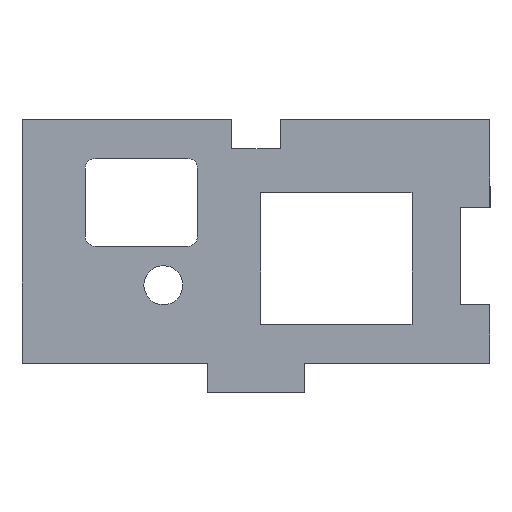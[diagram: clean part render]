
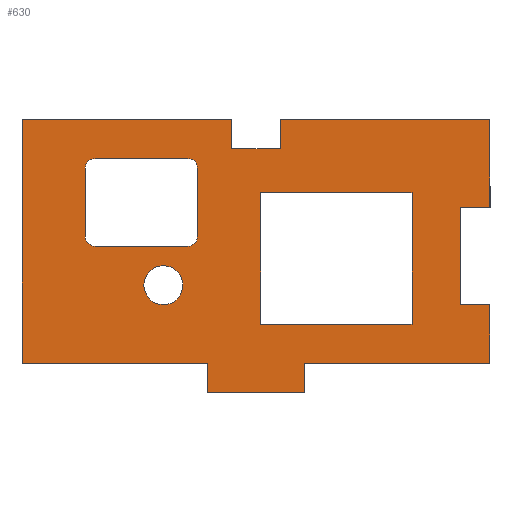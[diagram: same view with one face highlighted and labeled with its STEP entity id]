
A CAD part, left-side view. The second image highlights one B-rep face of the part: STEP entity #630.
In plain terms, the highlighted planar face has unit normal (-1, 0, 0).
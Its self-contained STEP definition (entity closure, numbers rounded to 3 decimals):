
#19=FACE_BOUND('',#103,.T.);
#20=FACE_BOUND('',#104,.T.);
#21=FACE_BOUND('',#105,.T.);
#22=CIRCLE('',#638,1.);
#24=CIRCLE('',#642,1.);
#26=CIRCLE('',#646,1.);
#28=CIRCLE('',#650,1.);
#31=CIRCLE('',#655,2.);
#67=FACE_OUTER_BOUND('',#102,.T.);
#102=EDGE_LOOP('',(#545,#546,#547,#548,#549,#550,#551,#552,#553,#554,#555,
#556,#557,#558,#559,#560));
#103=EDGE_LOOP('',(#561,#562,#563,#564));
#104=EDGE_LOOP('',(#565,#566,#567,#568,#569,#570,#571,#572));
#105=EDGE_LOOP('',(#573));
#106=LINE('',#838,#182);
#110=LINE('',#846,#186);
#113=LINE('',#852,#189);
#116=LINE('',#857,#192);
#120=LINE('',#870,#196);
#124=LINE('',#882,#200);
#128=LINE('',#894,#204);
#132=LINE('',#905,#208);
#134=LINE('',#915,#210);
#138=LINE('',#923,#214);
#141=LINE('',#929,#217);
#144=LINE('',#935,#220);
#147=LINE('',#941,#223);
#150=LINE('',#947,#226);
#153=LINE('',#953,#229);
#156=LINE('',#959,#232);
#159=LINE('',#965,#235);
#162=LINE('',#971,#238);
#165=LINE('',#977,#241);
#168=LINE('',#983,#244);
#171=LINE('',#989,#247);
#174=LINE('',#995,#250);
#177=LINE('',#1001,#253);
#180=LINE('',#1006,#256);
#182=VECTOR('',#678,13.5);
#186=VECTOR('',#684,15.5);
#189=VECTOR('',#689,13.5);
#192=VECTOR('',#694,15.5);
#196=VECTOR('',#706,9.5);
#200=VECTOR('',#718,7.);
#204=VECTOR('',#730,9.5);
#208=VECTOR('',#742,7.);
#210=VECTOR('',#752,5.);
#214=VECTOR('',#758,3.);
#217=VECTOR('',#763,21.5);
#220=VECTOR('',#768,25.);
#223=VECTOR('',#773,19.);
#226=VECTOR('',#778,3.);
#229=VECTOR('',#783,10.);
#232=VECTOR('',#788,3.);
#235=VECTOR('',#793,19.);
#238=VECTOR('',#798,6.);
#241=VECTOR('',#803,3.);
#244=VECTOR('',#808,10.);
#247=VECTOR('',#813,3.);
#250=VECTOR('',#818,9.);
#253=VECTOR('',#823,21.5);
#256=VECTOR('',#828,3.);
#258=VERTEX_POINT('',#836);
#259=VERTEX_POINT('',#837);
#262=VERTEX_POINT('',#845);
#264=VERTEX_POINT('',#851);
#266=VERTEX_POINT('',#860);
#267=VERTEX_POINT('',#861);
#270=VERTEX_POINT('',#869);
#272=VERTEX_POINT('',#875);
#274=VERTEX_POINT('',#881);
#276=VERTEX_POINT('',#887);
#278=VERTEX_POINT('',#893);
#280=VERTEX_POINT('',#899);
#283=VERTEX_POINT('',#910);
#284=VERTEX_POINT('',#913);
#285=VERTEX_POINT('',#914);
#288=VERTEX_POINT('',#922);
#290=VERTEX_POINT('',#928);
#292=VERTEX_POINT('',#934);
#294=VERTEX_POINT('',#940);
#296=VERTEX_POINT('',#946);
#298=VERTEX_POINT('',#952);
#300=VERTEX_POINT('',#958);
#302=VERTEX_POINT('',#964);
#304=VERTEX_POINT('',#970);
#306=VERTEX_POINT('',#976);
#308=VERTEX_POINT('',#982);
#310=VERTEX_POINT('',#988);
#312=VERTEX_POINT('',#994);
#314=VERTEX_POINT('',#1000);
#316=EDGE_CURVE('',#258,#259,#106,.T.);
#320=EDGE_CURVE('',#262,#258,#110,.T.);
#323=EDGE_CURVE('',#264,#262,#113,.T.);
#326=EDGE_CURVE('',#259,#264,#116,.T.);
#328=EDGE_CURVE('',#266,#267,#22,.T.);
#332=EDGE_CURVE('',#270,#266,#120,.T.);
#335=EDGE_CURVE('',#272,#270,#24,.T.);
#338=EDGE_CURVE('',#274,#272,#124,.T.);
#341=EDGE_CURVE('',#276,#274,#26,.T.);
#344=EDGE_CURVE('',#278,#276,#128,.T.);
#347=EDGE_CURVE('',#280,#278,#28,.T.);
#350=EDGE_CURVE('',#267,#280,#132,.T.);
#353=EDGE_CURVE('',#283,#283,#31,.T.);
#354=EDGE_CURVE('',#284,#285,#134,.T.);
#358=EDGE_CURVE('',#288,#284,#138,.T.);
#361=EDGE_CURVE('',#290,#288,#141,.T.);
#364=EDGE_CURVE('',#292,#290,#144,.T.);
#367=EDGE_CURVE('',#294,#292,#147,.T.);
#370=EDGE_CURVE('',#296,#294,#150,.T.);
#373=EDGE_CURVE('',#298,#296,#153,.T.);
#376=EDGE_CURVE('',#300,#298,#156,.T.);
#379=EDGE_CURVE('',#302,#300,#159,.T.);
#382=EDGE_CURVE('',#304,#302,#162,.T.);
#385=EDGE_CURVE('',#306,#304,#165,.T.);
#388=EDGE_CURVE('',#308,#306,#168,.T.);
#391=EDGE_CURVE('',#310,#308,#171,.T.);
#394=EDGE_CURVE('',#312,#310,#174,.T.);
#397=EDGE_CURVE('',#314,#312,#177,.T.);
#400=EDGE_CURVE('',#285,#314,#180,.T.);
#545=ORIENTED_EDGE('',*,*,#400,.F.);
#546=ORIENTED_EDGE('',*,*,#354,.F.);
#547=ORIENTED_EDGE('',*,*,#358,.F.);
#548=ORIENTED_EDGE('',*,*,#361,.F.);
#549=ORIENTED_EDGE('',*,*,#364,.F.);
#550=ORIENTED_EDGE('',*,*,#367,.F.);
#551=ORIENTED_EDGE('',*,*,#370,.F.);
#552=ORIENTED_EDGE('',*,*,#373,.F.);
#553=ORIENTED_EDGE('',*,*,#376,.F.);
#554=ORIENTED_EDGE('',*,*,#379,.F.);
#555=ORIENTED_EDGE('',*,*,#382,.F.);
#556=ORIENTED_EDGE('',*,*,#385,.F.);
#557=ORIENTED_EDGE('',*,*,#388,.F.);
#558=ORIENTED_EDGE('',*,*,#391,.F.);
#559=ORIENTED_EDGE('',*,*,#394,.F.);
#560=ORIENTED_EDGE('',*,*,#397,.F.);
#561=ORIENTED_EDGE('',*,*,#316,.T.);
#562=ORIENTED_EDGE('',*,*,#326,.T.);
#563=ORIENTED_EDGE('',*,*,#323,.T.);
#564=ORIENTED_EDGE('',*,*,#320,.T.);
#565=ORIENTED_EDGE('',*,*,#328,.T.);
#566=ORIENTED_EDGE('',*,*,#350,.T.);
#567=ORIENTED_EDGE('',*,*,#347,.T.);
#568=ORIENTED_EDGE('',*,*,#344,.T.);
#569=ORIENTED_EDGE('',*,*,#341,.T.);
#570=ORIENTED_EDGE('',*,*,#338,.T.);
#571=ORIENTED_EDGE('',*,*,#335,.T.);
#572=ORIENTED_EDGE('',*,*,#332,.T.);
#573=ORIENTED_EDGE('',*,*,#353,.T.);
#599=PLANE('',#673);
#630=ADVANCED_FACE('',(#67,#19,#20,#21),#599,.F.);
#638=AXIS2_PLACEMENT_3D('',#862,#698,#699);
#642=AXIS2_PLACEMENT_3D('',#876,#711,#712);
#646=AXIS2_PLACEMENT_3D('',#888,#723,#724);
#650=AXIS2_PLACEMENT_3D('',#900,#735,#736);
#655=AXIS2_PLACEMENT_3D('',#911,#748,#749);
#673=AXIS2_PLACEMENT_3D('',#1009,#832,#833);
#678=DIRECTION('',(0.,0.,1.));
#684=DIRECTION('',(0.,1.,0.));
#689=DIRECTION('',(0.,0.,-1.));
#694=DIRECTION('',(0.,-1.,0.));
#698=DIRECTION('center_axis',(1.,0.,0.));
#699=DIRECTION('ref_axis',(0.,0.,-1.));
#706=DIRECTION('',(0.,-1.,0.));
#711=DIRECTION('center_axis',(1.,0.,0.));
#712=DIRECTION('ref_axis',(0.,-1.,0.));
#718=DIRECTION('',(0.,0.,1.));
#723=DIRECTION('center_axis',(1.,0.,0.));
#724=DIRECTION('ref_axis',(0.,0.,1.));
#730=DIRECTION('',(0.,1.,0.));
#735=DIRECTION('center_axis',(1.,0.,0.));
#736=DIRECTION('ref_axis',(0.,1.,0.));
#742=DIRECTION('',(0.,0.,-1.));
#748=DIRECTION('center_axis',(1.,0.,0.));
#749=DIRECTION('ref_axis',(0.,-1.,0.));
#752=DIRECTION('',(0.,-1.,0.));
#758=DIRECTION('',(0.,0.,-1.));
#763=DIRECTION('',(0.,-1.,0.));
#768=DIRECTION('',(0.,0.,1.));
#773=DIRECTION('',(0.,1.,0.));
#778=DIRECTION('',(0.,0.,1.));
#783=DIRECTION('',(0.,1.,0.));
#788=DIRECTION('',(0.,0.,-1.));
#793=DIRECTION('',(0.,1.,0.));
#798=DIRECTION('',(0.,0.,-1.));
#803=DIRECTION('',(0.,-1.,0.));
#808=DIRECTION('',(0.,0.,-1.));
#813=DIRECTION('',(0.,1.,0.));
#818=DIRECTION('',(0.,0.,-1.));
#823=DIRECTION('',(0.,-1.,0.));
#828=DIRECTION('',(0.,0.,1.));
#832=DIRECTION('center_axis',(1.,0.,0.));
#833=DIRECTION('ref_axis',(0.,0.,-1.));
#836=CARTESIAN_POINT('',(0.,20.5,4.749));
#837=CARTESIAN_POINT('',(0.,20.5,18.249));
#838=CARTESIAN_POINT('',(0.,20.5,8.779));
#845=CARTESIAN_POINT('',(0.,5.,4.749));
#846=CARTESIAN_POINT('',(0.,12.68,4.749));
#851=CARTESIAN_POINT('',(0.,5.,18.249));
#852=CARTESIAN_POINT('',(0.,5.,15.529));
#857=CARTESIAN_POINT('',(0.,20.43,18.249));
#860=CARTESIAN_POINT('',(0.,28.,21.749));
#861=CARTESIAN_POINT('',(0.,27.,20.749));
#862=CARTESIAN_POINT('Origin',(0.,28.,20.749));
#869=CARTESIAN_POINT('',(0.,37.5,21.749));
#870=CARTESIAN_POINT('',(0.,28.93,21.749));
#875=CARTESIAN_POINT('',(0.,38.5,20.749));
#876=CARTESIAN_POINT('Origin',(0.,37.5,20.749));
#881=CARTESIAN_POINT('',(0.,38.5,13.749));
#882=CARTESIAN_POINT('',(0.,38.5,13.279));
#887=CARTESIAN_POINT('',(0.,37.5,12.749));
#888=CARTESIAN_POINT('Origin',(0.,37.5,13.749));
#893=CARTESIAN_POINT('',(0.,28.,12.749));
#894=CARTESIAN_POINT('',(0.,24.18,12.749));
#899=CARTESIAN_POINT('',(0.,27.,13.749));
#900=CARTESIAN_POINT('Origin',(0.,28.,13.749));
#905=CARTESIAN_POINT('',(0.,27.,16.779));
#910=CARTESIAN_POINT('',(0.,32.5,8.749));
#911=CARTESIAN_POINT('Origin',(0.,30.5,8.749));
#913=CARTESIAN_POINT('',(0.,23.5,22.749));
#914=CARTESIAN_POINT('',(0.,18.5,22.749));
#915=CARTESIAN_POINT('',(0.,23.5,22.749));
#922=CARTESIAN_POINT('',(0.,23.5,25.749));
#923=CARTESIAN_POINT('',(0.,23.5,25.749));
#928=CARTESIAN_POINT('',(0.,45.,25.749));
#929=CARTESIAN_POINT('',(0.,45.,25.749));
#934=CARTESIAN_POINT('',(0.,45.,0.749));
#935=CARTESIAN_POINT('',(0.,45.,0.749));
#940=CARTESIAN_POINT('',(0.,26.,0.749));
#941=CARTESIAN_POINT('',(0.,26.,0.749));
#946=CARTESIAN_POINT('',(0.,26.,-2.251));
#947=CARTESIAN_POINT('',(0.,26.,-2.251));
#952=CARTESIAN_POINT('',(0.,16.,-2.251));
#953=CARTESIAN_POINT('',(0.,16.,-2.251));
#958=CARTESIAN_POINT('',(0.,16.,0.749));
#959=CARTESIAN_POINT('',(0.,16.,0.749));
#964=CARTESIAN_POINT('',(0.,-3.,0.749));
#965=CARTESIAN_POINT('',(0.,-3.,0.749));
#970=CARTESIAN_POINT('',(0.,-3.,6.749));
#971=CARTESIAN_POINT('',(0.,-3.,6.749));
#976=CARTESIAN_POINT('',(0.,0.,6.749));
#977=CARTESIAN_POINT('',(0.,0.,6.749));
#982=CARTESIAN_POINT('',(0.,0.,16.749));
#983=CARTESIAN_POINT('',(0.,0.,16.749));
#988=CARTESIAN_POINT('',(0.,-3.,16.749));
#989=CARTESIAN_POINT('',(0.,-3.,16.749));
#994=CARTESIAN_POINT('',(0.,-3.,25.749));
#995=CARTESIAN_POINT('',(0.,-3.,25.749));
#1000=CARTESIAN_POINT('',(0.,18.5,25.749));
#1001=CARTESIAN_POINT('',(0.,18.5,25.749));
#1006=CARTESIAN_POINT('',(0.,18.5,22.749));
#1009=CARTESIAN_POINT('Origin',(0.,20.36,12.81));
